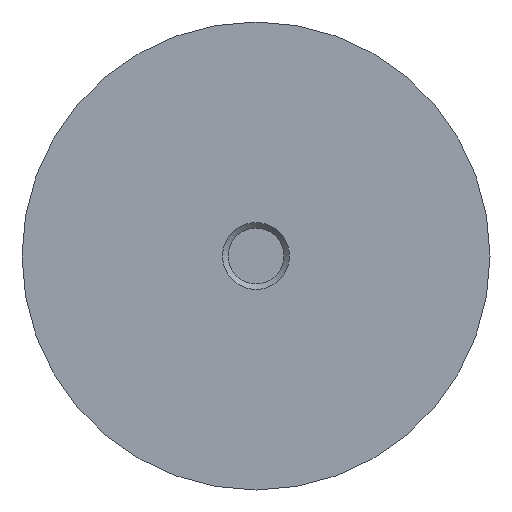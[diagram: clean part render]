
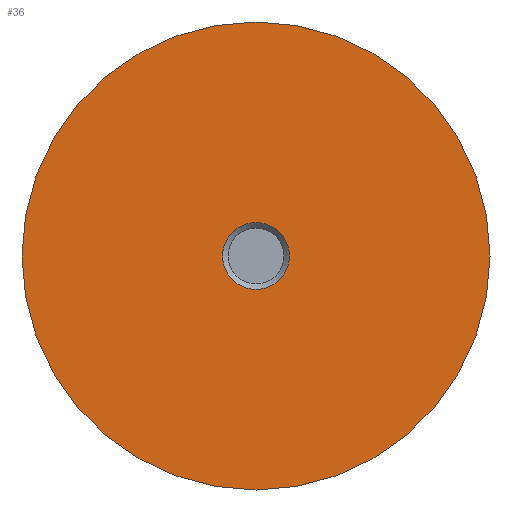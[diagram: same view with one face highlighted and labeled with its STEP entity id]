
A CAD part, front view. The second image highlights one B-rep face of the part: STEP entity #36.
In plain terms, the highlighted planar face has unit normal (0, -1, 0).
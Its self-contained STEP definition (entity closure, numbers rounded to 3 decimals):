
#36 = ADVANCED_FACE( '', ( #70, #71 ), #72, .F. );
#70 = FACE_BOUND( '', #99, .T. );
#71 = FACE_OUTER_BOUND( '', #100, .T. );
#72 = PLANE( '', #101 );
#99 = EDGE_LOOP( '', ( #128 ) );
#100 = EDGE_LOOP( '', ( #129 ) );
#101 = AXIS2_PLACEMENT_3D( '', #130, #131, #132 );
#128 = ORIENTED_EDGE( '', *, *, #146, .F. );
#129 = ORIENTED_EDGE( '', *, *, #148, .T. );
#130 = CARTESIAN_POINT( '', ( 35., 0., 0. ) );
#131 = DIRECTION( '', ( 0., 1., 0. ) );
#132 = DIRECTION( '', ( 0., 0., 1. ) );
#146 = EDGE_CURVE( '', #158, #158, #159, .T. );
#148 = EDGE_CURVE( '', #161, #161, #162, .T. );
#158 = VERTEX_POINT( '', #174 );
#159 = CIRCLE( '', #175, 5. );
#161 = VERTEX_POINT( '', #177 );
#162 = CIRCLE( '', #178, 35. );
#174 = CARTESIAN_POINT( '', ( 0., 0., -5. ) );
#175 = AXIS2_PLACEMENT_3D( '', #190, #191, #192 );
#177 = CARTESIAN_POINT( '', ( 0., 0., -35. ) );
#178 = AXIS2_PLACEMENT_3D( '', #193, #194, #195 );
#190 = CARTESIAN_POINT( '', ( 0., 0., 0. ) );
#191 = DIRECTION( '', ( 0., -1., 0. ) );
#192 = DIRECTION( '', ( 0., 0., -1. ) );
#193 = CARTESIAN_POINT( '', ( 0., 0., 0. ) );
#194 = DIRECTION( '', ( 0., -1., 0. ) );
#195 = DIRECTION( '', ( 0., 0., -1. ) );
